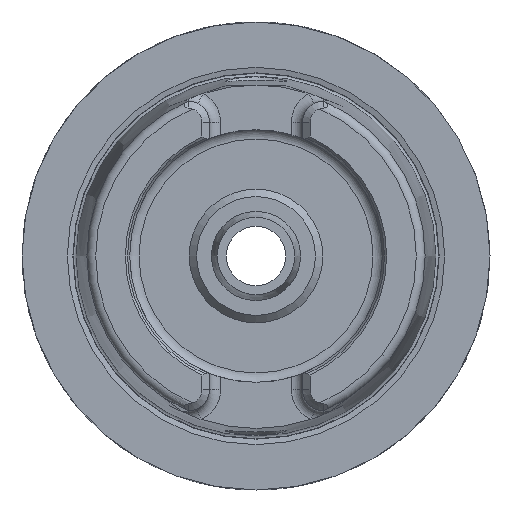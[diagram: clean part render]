
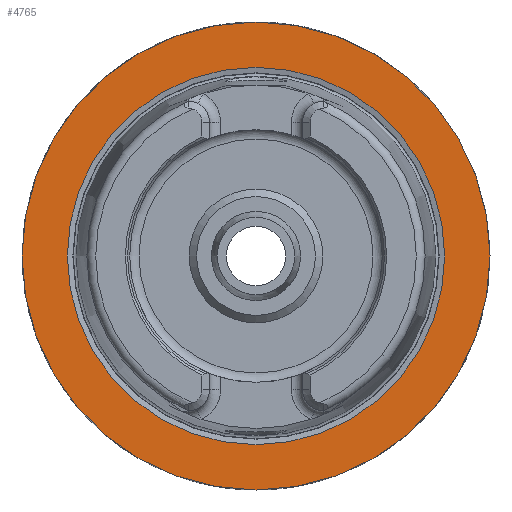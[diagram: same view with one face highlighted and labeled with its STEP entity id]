
A CAD part, left-side view. The second image highlights one B-rep face of the part: STEP entity #4765.
In plain terms, the highlighted planar face has unit normal (-1, 0, 0).
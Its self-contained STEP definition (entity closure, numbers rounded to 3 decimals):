
#3960=CARTESIAN_POINT('',(0.0,31.5,0.0));
#3961=VERTEX_POINT('',#3960);
#3962=CARTESIAN_POINT('',(0.0,0.0,0.0));
#3963=DIRECTION('',(1.0,0.0,0.0));
#3964=DIRECTION('',(0.0,1.0,0.0));
#3965=AXIS2_PLACEMENT_3D('',#3962,#3963,#3964);
#3966=CIRCLE('',#3965,31.5);
#3967=EDGE_CURVE('',#3961,#3961,#3966,.T.);
#4739=CARTESIAN_POINT('',(0.0,25.4,0.0));
#4740=VERTEX_POINT('',#4739);
#4741=CARTESIAN_POINT('',(0.0,0.0,0.0));
#4742=DIRECTION('',(1.0,0.0,0.0));
#4743=DIRECTION('',(0.0,1.0,0.0));
#4744=AXIS2_PLACEMENT_3D('',#4741,#4742,#4743);
#4745=CIRCLE('',#4744,25.4);
#4746=EDGE_CURVE('',#4740,#4740,#4745,.T.);
#4754=CARTESIAN_POINT('',(0.0,28.45,0.0));
#4755=DIRECTION('',(-1.0,0.0,0.0));
#4756=DIRECTION('',(0.0,0.0,1.0));
#4757=AXIS2_PLACEMENT_3D('',#4754,#4755,#4756);
#4758=PLANE('',#4757);
#4759=ORIENTED_EDGE('',*,*,#3967,.F.);
#4760=EDGE_LOOP('',(#4759));
#4761=FACE_OUTER_BOUND('',#4760,.T.);
#4762=ORIENTED_EDGE('',*,*,#4746,.T.);
#4763=EDGE_LOOP('',(#4762));
#4764=FACE_BOUND('',#4763,.T.);
#4765=ADVANCED_FACE('',(#4761,#4764),#4758,.T.);
